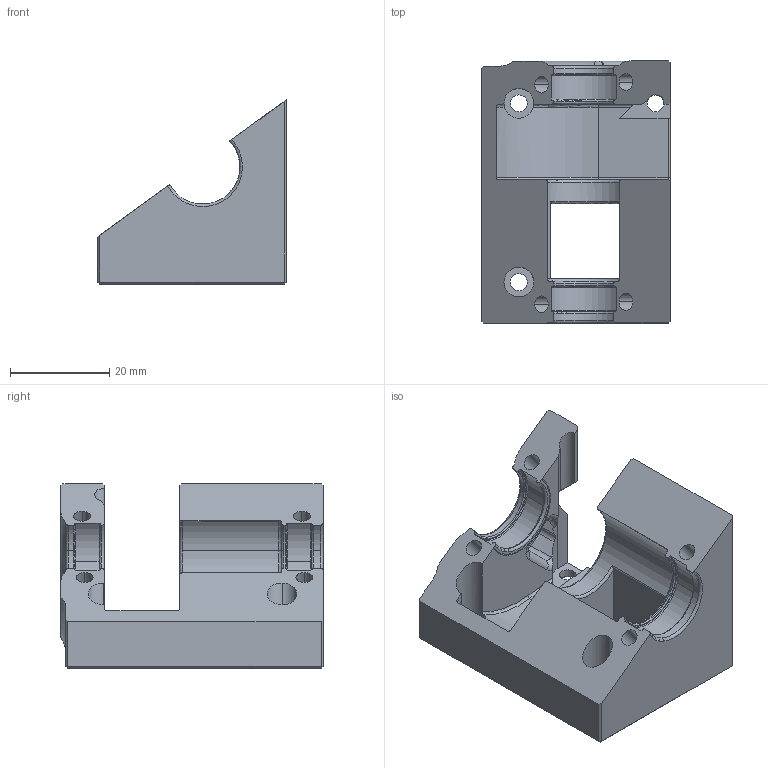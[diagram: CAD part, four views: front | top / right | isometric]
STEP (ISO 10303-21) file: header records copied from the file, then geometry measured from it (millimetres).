
FILE_DESCRIPTION (( 'STEP AP214' ), '1' );
FILE_NAME ('NewZDriveTop.STEP', '2021-10-02T12:45:55', ( '' ), ( '' ), 'SwSTEP 2.0', 'SolidWorks 2021', '' );
FILE_SCHEMA (( 'AUTOMOTIVE_DESIGN' ));
Length unit declared in the file: millimetre
Products named in the file (1): NewZDriveTop
Bounding box: 38 x 52.75 x 37.09 mm (x, y, z)
Volume: 24507.7 mm3; surface area: 11240.3 mm2
Topology: 1 solids, 1 shells, 206 faces, 532 edges, 334 vertices
Faces by surface type: cylinder 71, plane 71, torus 33, cone 17, bspline 14
Entity records: 9130 total; most frequent: CARTESIAN_POINT 4185, ORIENTED_EDGE 1064, DIRECTION 996, EDGE_CURVE 532, AXIS2_PLACEMENT_3D 387, VERTEX_POINT 334, EDGE_LOOP 230, VECTOR 222
